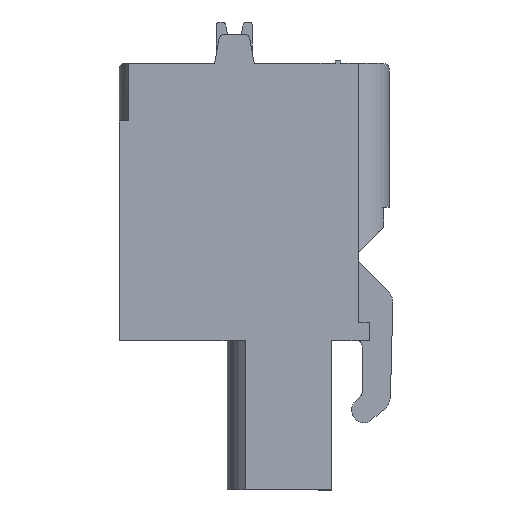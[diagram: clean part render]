
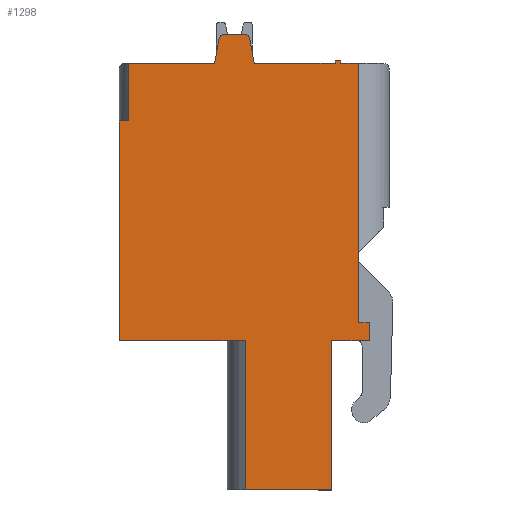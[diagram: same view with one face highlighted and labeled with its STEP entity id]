
A CAD part, left-side view. The second image highlights one B-rep face of the part: STEP entity #1298.
In plain terms, the highlighted planar face has unit normal (-1, 0, 0).
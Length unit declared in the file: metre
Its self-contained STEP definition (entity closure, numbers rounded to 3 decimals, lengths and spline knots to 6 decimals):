
#1298=ADVANCED_FACE('',(#2689),#2690,.F.);
#2689=FACE_OUTER_BOUND('',#4120,.T.);
#2690=PLANE('',#4121);
#4120=EDGE_LOOP('',(#8150,#8151,#8152,#8153,#8154,#8155,#8156,#8157,#8158,#8159,#8160,#8161,#8162,#8163,#8164,#8165,#8166,#8167,#8168,#8169,#8170,#8171));
#4121=AXIS2_PLACEMENT_3D('',#8172,#8173,#8174);
#8150=ORIENTED_EDGE('',*,*,#9261,.T.);
#8151=ORIENTED_EDGE('',*,*,#9497,.T.);
#8152=ORIENTED_EDGE('',*,*,#9487,.T.);
#8153=ORIENTED_EDGE('',*,*,#9503,.F.);
#8154=ORIENTED_EDGE('',*,*,#9444,.F.);
#8155=ORIENTED_EDGE('',*,*,#10115,.T.);
#8156=ORIENTED_EDGE('',*,*,#10103,.T.);
#8157=ORIENTED_EDGE('',*,*,#10099,.T.);
#8158=ORIENTED_EDGE('',*,*,#10096,.T.);
#8159=ORIENTED_EDGE('',*,*,#10119,.T.);
#8160=ORIENTED_EDGE('',*,*,#9440,.F.);
#8161=ORIENTED_EDGE('',*,*,#10123,.F.);
#8162=ORIENTED_EDGE('',*,*,#10180,.F.);
#8163=ORIENTED_EDGE('',*,*,#8685,.T.);
#8164=ORIENTED_EDGE('',*,*,#8717,.T.);
#8165=ORIENTED_EDGE('',*,*,#10191,.T.);
#8166=ORIENTED_EDGE('',*,*,#9319,.T.);
#8167=ORIENTED_EDGE('',*,*,#10193,.T.);
#8168=ORIENTED_EDGE('',*,*,#9225,.T.);
#8169=ORIENTED_EDGE('',*,*,#10136,.T.);
#8170=ORIENTED_EDGE('',*,*,#10159,.F.);
#8171=ORIENTED_EDGE('',*,*,#9084,.T.);
#8172=CARTESIAN_POINT('',(-0.14996,0.0112,-0.0215));
#8173=DIRECTION('',(1.0,0.,0.));
#8174=DIRECTION('',(0.0,1.0,0.));
#8685=EDGE_CURVE('',#10449,#10446,#10450,.T.);
#8717=EDGE_CURVE('',#10446,#10509,#10511,.T.);
#9084=EDGE_CURVE('',#11104,#11102,#11105,.T.);
#9225=EDGE_CURVE('',#11333,#11331,#11334,.T.);
#9261=EDGE_CURVE('',#11102,#11395,#11397,.T.);
#9319=EDGE_CURVE('',#11490,#11488,#11491,.T.);
#9440=EDGE_CURVE('',#11668,#11670,#11671,.T.);
#9444=EDGE_CURVE('',#11676,#11678,#11679,.T.);
#9487=EDGE_CURVE('',#11747,#11752,#11754,.T.);
#9497=EDGE_CURVE('',#11395,#11747,#11767,.T.);
#9503=EDGE_CURVE('',#11678,#11752,#11775,.T.);
#10096=EDGE_CURVE('',#12564,#12562,#12565,.T.);
#10099=EDGE_CURVE('',#12568,#12564,#12569,.T.);
#10103=EDGE_CURVE('',#12574,#12568,#12575,.T.);
#10115=EDGE_CURVE('',#11676,#12574,#12593,.T.);
#10119=EDGE_CURVE('',#12562,#11670,#12597,.T.);
#10123=EDGE_CURVE('',#12601,#11668,#12603,.T.);
#10136=EDGE_CURVE('',#11331,#12616,#12618,.T.);
#10159=EDGE_CURVE('',#11104,#12616,#12652,.T.);
#10180=EDGE_CURVE('',#10449,#12601,#12677,.T.);
#10191=EDGE_CURVE('',#10509,#11490,#12688,.T.);
#10193=EDGE_CURVE('',#11488,#11333,#12690,.T.);
#10446=VERTEX_POINT('',#13077);
#10449=VERTEX_POINT('',#13081);
#10450=LINE('',#13082,#13083);
#10509=VERTEX_POINT('',#13169);
#10511=LINE('',#13172,#13173);
#11102=VERTEX_POINT('',#13992);
#11104=VERTEX_POINT('',#13995);
#11105=LINE('',#13996,#13997);
#11331=VERTEX_POINT('',#14323);
#11333=VERTEX_POINT('',#14326);
#11334=LINE('',#14327,#14328);
#11395=VERTEX_POINT('',#14419);
#11397=LINE('',#14422,#14423);
#11488=VERTEX_POINT('',#14555);
#11490=VERTEX_POINT('',#14558);
#11491=LINE('',#14559,#14560);
#11668=VERTEX_POINT('',#14804);
#11670=VERTEX_POINT('',#14807);
#11671=LINE('',#14808,#14809);
#11676=VERTEX_POINT('',#14816);
#11678=VERTEX_POINT('',#14819);
#11679=LINE('',#14820,#14821);
#11747=VERTEX_POINT('',#14923);
#11752=VERTEX_POINT('',#14930);
#11754=LINE('',#14933,#14934);
#11767=LINE('',#14953,#14954);
#11775=LINE('',#14965,#14966);
#12562=VERTEX_POINT('',#16054);
#12564=VERTEX_POINT('',#16057);
#12565=CIRCLE('',#16058,0.0003);
#12568=VERTEX_POINT('',#16062);
#12569=LINE('',#16063,#16064);
#12574=VERTEX_POINT('',#16071);
#12575=CIRCLE('',#16072,0.0003);
#12593=LINE('',#16094,#16095);
#12597=LINE('',#16100,#16101);
#12601=VERTEX_POINT('',#16106);
#12603=LINE('',#16109,#16110);
#12616=VERTEX_POINT('',#16128);
#12618=LINE('',#16131,#16132);
#12652=LINE('',#16177,#16178);
#12677=LINE('',#16211,#16212);
#12688=LINE('',#16228,#16229);
#12690=LINE('',#16231,#16232);
#13077=CARTESIAN_POINT('',(-0.14996,0.012,-0.0237));
#13081=CARTESIAN_POINT('',(-0.14996,0.012,-0.0115));
#13082=CARTESIAN_POINT('',(-0.14996,0.012,-0.0238));
#13083=VECTOR('',#16544,1.0);
#13169=CARTESIAN_POINT('',(-0.14996,0.005,-0.0237));
#13172=CARTESIAN_POINT('',(-0.14996,0.005,-0.0237));
#13173=VECTOR('',#16579,1.0);
#13992=CARTESIAN_POINT('',(-0.14996,-0.0013,-0.0083));
#13995=CARTESIAN_POINT('',(-0.14996,-0.0013,-0.0227));
#13996=CARTESIAN_POINT('',(-0.14996,-0.0013,-0.0238));
#13997=VECTOR('',#16990,1.0);
#14323=CARTESIAN_POINT('',(-0.14996,-0.0019,-0.0237));
#14326=CARTESIAN_POINT('',(-0.14996,0.0002,-0.0237));
#14327=CARTESIAN_POINT('',(-0.14996,-0.0007,-0.0237));
#14328=VECTOR('',#17140,1.0);
#14419=CARTESIAN_POINT('',(-0.14996,-0.0003,-0.0083));
#14422=CARTESIAN_POINT('',(-0.14996,0.0117,-0.0083));
#14423=VECTOR('',#17178,1.0);
#14555=CARTESIAN_POINT('',(-0.14996,0.0002,-0.032));
#14558=CARTESIAN_POINT('',(-0.14996,0.005,-0.032));
#14559=CARTESIAN_POINT('',(-0.14996,0.0002,-0.032));
#14560=VECTOR('',#17245,1.0);
#14804=CARTESIAN_POINT('',(-0.14996,0.0115,-0.0083));
#14807=CARTESIAN_POINT('',(-0.14996,0.0067,-0.0083));
#14808=CARTESIAN_POINT('',(-0.14996,0.0115,-0.0083));
#14809=VECTOR('',#17377,1.0);
#14816=CARTESIAN_POINT('',(-0.14996,0.0045,-0.0083));
#14819=CARTESIAN_POINT('',(-0.14996,0.,-0.0083));
#14820=CARTESIAN_POINT('',(-0.14996,0.0115,-0.0083));
#14821=VECTOR('',#17381,1.0);
#14923=CARTESIAN_POINT('',(-0.14996,-0.0003,-0.00815));
#14930=CARTESIAN_POINT('',(-0.14996,0.,-0.00815));
#14933=CARTESIAN_POINT('',(-0.14996,0.,-0.00815));
#14934=VECTOR('',#17431,1.0);
#14953=CARTESIAN_POINT('',(-0.14996,-0.0003,-0.0215));
#14954=VECTOR('',#17444,1.0);
#14965=CARTESIAN_POINT('',(-0.14996,0.,-0.0083));
#14966=VECTOR('',#17451,1.0);
#16054=CARTESIAN_POINT('',(-0.14996,0.006462,-0.006948));
#16057=CARTESIAN_POINT('',(-0.14996,0.006166,-0.0067));
#16058=AXIS2_PLACEMENT_3D('',#17960,#17961,#17962);
#16062=CARTESIAN_POINT('',(-0.14996,0.005034,-0.0067));
#16063=CARTESIAN_POINT('',(-0.14996,0.004822,-0.0067));
#16064=VECTOR('',#17964,1.0);
#16071=CARTESIAN_POINT('',(-0.14996,0.004738,-0.006948));
#16072=AXIS2_PLACEMENT_3D('',#17967,#17968,#17969);
#16094=CARTESIAN_POINT('',(-0.14996,0.004782,-0.0067));
#16095=VECTOR('',#17986,1.0);
#16100=CARTESIAN_POINT('',(-0.14996,0.0067,-0.0083));
#16101=VECTOR('',#17988,1.0);
#16106=CARTESIAN_POINT('',(-0.14996,0.0115,-0.0115));
#16109=CARTESIAN_POINT('',(-0.14996,0.0115,-0.0115));
#16110=VECTOR('',#17991,1.0);
#16128=CARTESIAN_POINT('',(-0.14996,-0.0019,-0.0227));
#16131=CARTESIAN_POINT('',(-0.14996,-0.0019,-0.0238));
#16132=VECTOR('',#17998,1.0);
#16177=CARTESIAN_POINT('',(-0.14996,-0.0003,-0.0227));
#16178=VECTOR('',#18028,1.0);
#16211=CARTESIAN_POINT('',(-0.14996,0.0092,-0.0115));
#16212=VECTOR('',#18052,1.0);
#16228=CARTESIAN_POINT('',(-0.14996,0.005,-0.032));
#16229=VECTOR('',#18058,1.0);
#16231=CARTESIAN_POINT('',(-0.14996,0.0002,-0.0237));
#16232=VECTOR('',#18059,1.0);
#16544=DIRECTION('',(0.,0.,-1.0));
#16579=DIRECTION('',(0.0,-1.0,0.0));
#16990=DIRECTION('',(0.,0.,1.0));
#17140=DIRECTION('',(0.0,-1.0,0.0));
#17178=DIRECTION('',(0.,1.0,0.));
#17245=DIRECTION('',(0.0,-1.0,0.));
#17377=DIRECTION('',(0.0,-1.0,0.0));
#17381=DIRECTION('',(0.0,-1.0,0.0));
#17431=DIRECTION('',(0.0,1.0,0.0));
#17444=DIRECTION('',(0.,0.0,1.0));
#17451=DIRECTION('',(0.,0.0,1.0));
#17960=CARTESIAN_POINT('',(-0.14996,0.006166,-0.007));
#17961=DIRECTION('',(-1.0,0.0,0.));
#17962=DIRECTION('',(0.,0.0,-1.0));
#17964=DIRECTION('',(0.0,1.0,0.0));
#17967=CARTESIAN_POINT('',(-0.14996,0.005034,-0.007));
#17968=DIRECTION('',(-1.0,0.0,0.));
#17969=DIRECTION('',(0.,0.0,-1.0));
#17986=DIRECTION('',(0.,0.174,0.985));
#17988=DIRECTION('',(0.,0.174,-0.985));
#17991=DIRECTION('',(0.,0.0,1.0));
#17998=DIRECTION('',(0.,0.,1.0));
#18028=DIRECTION('',(0.,-1.0,0.));
#18052=DIRECTION('',(0.,-1.0,0.));
#18058=DIRECTION('',(0.0,0.,-1.0));
#18059=DIRECTION('',(0.0,0.0,1.0));
